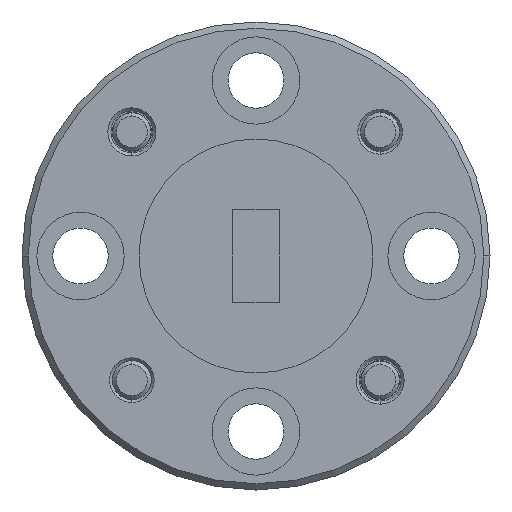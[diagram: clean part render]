
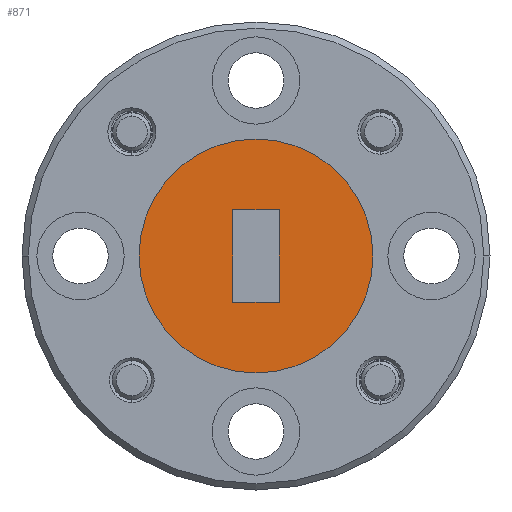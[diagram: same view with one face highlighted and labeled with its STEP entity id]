
A CAD part, left-side view. The second image highlights one B-rep face of the part: STEP entity #871.
In plain terms, the highlighted planar face has unit normal (-1, 0, 0).
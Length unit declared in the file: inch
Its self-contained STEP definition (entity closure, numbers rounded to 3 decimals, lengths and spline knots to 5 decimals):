
#57 = CARTESIAN_POINT ( 'NONE',  ( 0., -0.037, -0.074 ) ) ;
#239 = PLANE ( 'NONE',  #1984 ) ;
#284 = CARTESIAN_POINT ( 'NONE',  ( 0., 0., 0. ) ) ;
#444 = VECTOR ( 'NONE', #2465, 39.37008 ) ;
#558 = ORIENTED_EDGE ( 'NONE', *, *, #982, .T. ) ;
#564 = VERTEX_POINT ( 'NONE', #2882 ) ;
#717 = VECTOR ( 'NONE', #3285, 39.37008 ) ;
#748 = CARTESIAN_POINT ( 'NONE',  ( 0., 0.037, -0.074 ) ) ;
#871 = ADVANCED_FACE ( 'NONE', ( #2319, #1317 ), #239, .T. ) ;
#953 = DIRECTION ( 'NONE',  ( 1., 0., 0. ) ) ;
#976 = VERTEX_POINT ( 'NONE', #2741 ) ;
#982 = EDGE_CURVE ( 'NONE', #564, #2160, #3078, .T. ) ;
#1154 = DIRECTION ( 'NONE',  ( 0., 1., 0. ) ) ;
#1317 = FACE_OUTER_BOUND ( 'NONE', #2611, .T. ) ;
#1363 = ORIENTED_EDGE ( 'NONE', *, *, #1646, .F. ) ;
#1398 = EDGE_CURVE ( 'NONE', #2160, #2924, #2451, .T. ) ;
#1422 = DIRECTION ( 'NONE',  ( 0., 0., 1. ) ) ;
#1620 = DIRECTION ( 'NONE',  ( 0., -1., 0. ) ) ;
#1646 = EDGE_CURVE ( 'NONE', #3865, #976, #2505, .T. ) ;
#1661 = AXIS2_PLACEMENT_3D ( 'NONE', #2824, #3159, #1154 ) ;
#1715 = CIRCLE ( 'NONE', #2073, 0.1875 ) ;
#1959 = DIRECTION ( 'NONE',  ( 0., 1., 0. ) ) ;
#1973 = ORIENTED_EDGE ( 'NONE', *, *, #1398, .T. ) ;
#1979 = DIRECTION ( 'NONE',  ( 0., -1., 0. ) ) ;
#1984 = AXIS2_PLACEMENT_3D ( 'NONE', #2622, #4256, #1620 ) ;
#2027 = LINE ( 'NONE', #2650, #717 ) ;
#2073 = AXIS2_PLACEMENT_3D ( 'NONE', #284, #953, #1959 ) ;
#2160 = VERTEX_POINT ( 'NONE', #4192 ) ;
#2319 = FACE_BOUND ( 'NONE', #3712, .T. ) ;
#2349 = ORIENTED_EDGE ( 'NONE', *, *, #3848, .F. ) ;
#2451 = LINE ( 'NONE', #748, #2561 ) ;
#2465 = DIRECTION ( 'NONE',  ( 0., 1., 0. ) ) ;
#2505 = CIRCLE ( 'NONE', #1661, 0.1875 ) ;
#2561 = VECTOR ( 'NONE', #1422, 39.37008 ) ;
#2611 = EDGE_LOOP ( 'NONE', ( #1363, #2349 ) ) ;
#2622 = CARTESIAN_POINT ( 'NONE',  ( 0., 0., 0. ) ) ;
#2643 = VECTOR ( 'NONE', #1979, 39.37008 ) ;
#2650 = CARTESIAN_POINT ( 'NONE',  ( 0., -0.037, -0.074 ) ) ;
#2741 = CARTESIAN_POINT ( 'NONE',  ( 0., -0.1875, 0. ) ) ;
#2824 = CARTESIAN_POINT ( 'NONE',  ( 0., 0., 0. ) ) ;
#2882 = CARTESIAN_POINT ( 'NONE',  ( 0., -0.037, -0.074 ) ) ;
#2924 = VERTEX_POINT ( 'NONE', #4167 ) ;
#2944 = ORIENTED_EDGE ( 'NONE', *, *, #3855, .T. ) ;
#2955 = CARTESIAN_POINT ( 'NONE',  ( 0., 0.1875, 0. ) ) ;
#3020 = CARTESIAN_POINT ( 'NONE',  ( 0., -0.037, 0.074 ) ) ;
#3078 = LINE ( 'NONE', #57, #444 ) ;
#3159 = DIRECTION ( 'NONE',  ( 1., 0., 0. ) ) ;
#3285 = DIRECTION ( 'NONE',  ( 0., 0., -1. ) ) ;
#3307 = LINE ( 'NONE', #3639, #2643 ) ;
#3639 = CARTESIAN_POINT ( 'NONE',  ( 0., -0.037, 0.074 ) ) ;
#3712 = EDGE_LOOP ( 'NONE', ( #2944, #4228, #558, #1973 ) ) ;
#3848 = EDGE_CURVE ( 'NONE', #976, #3865, #1715, .T. ) ;
#3855 = EDGE_CURVE ( 'NONE', #2924, #3937, #3307, .T. ) ;
#3865 = VERTEX_POINT ( 'NONE', #2955 ) ;
#3918 = EDGE_CURVE ( 'NONE', #3937, #564, #2027, .T. ) ;
#3937 = VERTEX_POINT ( 'NONE', #3020 ) ;
#4167 = CARTESIAN_POINT ( 'NONE',  ( 0., 0.037, 0.074 ) ) ;
#4192 = CARTESIAN_POINT ( 'NONE',  ( 0., 0.037, -0.074 ) ) ;
#4228 = ORIENTED_EDGE ( 'NONE', *, *, #3918, .T. ) ;
#4256 = DIRECTION ( 'NONE',  ( -1., 0., 0. ) ) ;
